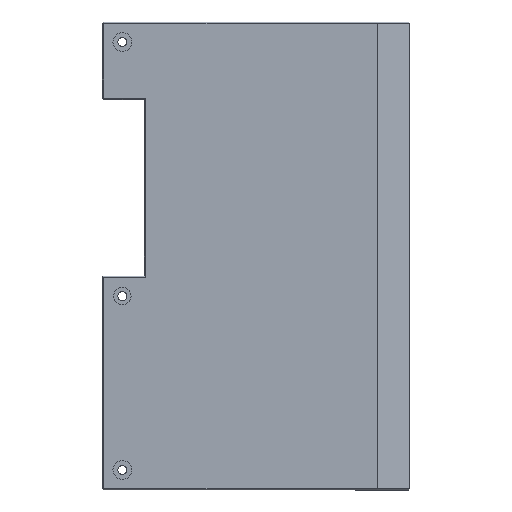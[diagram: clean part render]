
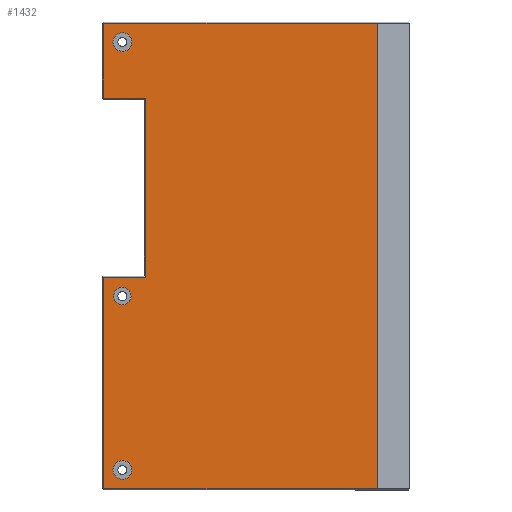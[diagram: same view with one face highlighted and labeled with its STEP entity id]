
A CAD part, front view. The second image highlights one B-rep face of the part: STEP entity #1432.
In plain terms, the highlighted planar face has unit normal (0, -1, 0).
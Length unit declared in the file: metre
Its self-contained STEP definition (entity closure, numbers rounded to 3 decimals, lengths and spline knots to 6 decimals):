
#34=LINE('',#2095,#218);
#35=LINE('',#2098,#219);
#36=LINE('',#2100,#220);
#37=LINE('',#2102,#221);
#38=LINE('',#2104,#222);
#39=LINE('',#2106,#223);
#40=LINE('',#2108,#224);
#41=LINE('',#2110,#225);
#218=VECTOR('',#1686,1.);
#219=VECTOR('',#1687,1.);
#220=VECTOR('',#1688,1.);
#221=VECTOR('',#1689,1.);
#222=VECTOR('',#1690,1.);
#223=VECTOR('',#1691,1.);
#224=VECTOR('',#1692,1.);
#225=VECTOR('',#1693,1.);
#382=PLANE('',#1539);
#488=ORIENTED_EDGE('',*,*,#888,.F.);
#489=ORIENTED_EDGE('',*,*,#889,.F.);
#490=ORIENTED_EDGE('',*,*,#890,.F.);
#491=ORIENTED_EDGE('',*,*,#891,.T.);
#492=ORIENTED_EDGE('',*,*,#892,.T.);
#493=ORIENTED_EDGE('',*,*,#893,.T.);
#494=ORIENTED_EDGE('',*,*,#894,.T.);
#495=ORIENTED_EDGE('',*,*,#895,.F.);
#496=ORIENTED_EDGE('',*,*,#896,.T.);
#497=ORIENTED_EDGE('',*,*,#897,.T.);
#498=ORIENTED_EDGE('',*,*,#898,.T.);
#888=EDGE_CURVE('',#1088,#1088,#1191,.T.);
#889=EDGE_CURVE('',#1089,#1089,#1192,.T.);
#890=EDGE_CURVE('',#1090,#1090,#1193,.T.);
#891=EDGE_CURVE('',#1091,#1092,#34,.T.);
#892=EDGE_CURVE('',#1092,#1093,#35,.T.);
#893=EDGE_CURVE('',#1093,#1094,#36,.T.);
#894=EDGE_CURVE('',#1094,#1095,#37,.T.);
#895=EDGE_CURVE('',#1096,#1095,#38,.T.);
#896=EDGE_CURVE('',#1096,#1097,#39,.T.);
#897=EDGE_CURVE('',#1097,#1098,#40,.T.);
#898=EDGE_CURVE('',#1098,#1091,#41,.T.);
#1088=VERTEX_POINT('',#2090);
#1089=VERTEX_POINT('',#2092);
#1090=VERTEX_POINT('',#2094);
#1091=VERTEX_POINT('',#2096);
#1092=VERTEX_POINT('',#2097);
#1093=VERTEX_POINT('',#2099);
#1094=VERTEX_POINT('',#2101);
#1095=VERTEX_POINT('',#2103);
#1096=VERTEX_POINT('',#2105);
#1097=VERTEX_POINT('',#2107);
#1098=VERTEX_POINT('',#2109);
#1191=CIRCLE('',#1540,0.0035);
#1192=CIRCLE('',#1541,0.00325);
#1193=CIRCLE('',#1542,0.0035);
#1209=EDGE_LOOP('',(#488));
#1210=EDGE_LOOP('',(#489));
#1211=EDGE_LOOP('',(#490));
#1212=EDGE_LOOP('',(#491,#492,#493,#494,#495,#496,#497,#498));
#1318=FACE_BOUND('',#1209,.T.);
#1319=FACE_BOUND('',#1210,.T.);
#1320=FACE_BOUND('',#1211,.T.);
#1321=FACE_BOUND('',#1212,.T.);
#1432=ADVANCED_FACE('',(#1318,#1319,#1320,#1321),#382,.F.);
#1539=AXIS2_PLACEMENT_3D('',#2088,#1678,#1679);
#1540=AXIS2_PLACEMENT_3D('',#2089,#1680,#1681);
#1541=AXIS2_PLACEMENT_3D('',#2091,#1682,#1683);
#1542=AXIS2_PLACEMENT_3D('',#2093,#1684,#1685);
#1678=DIRECTION('',(0.,1.,0.));
#1679=DIRECTION('',(1.,0.,0.));
#1680=DIRECTION('',(0.,-1.,0.));
#1681=DIRECTION('',(-1.,0.,0.));
#1682=DIRECTION('',(0.,-1.,0.));
#1683=DIRECTION('',(-1.,0.,0.));
#1684=DIRECTION('',(0.,-1.,0.));
#1685=DIRECTION('',(-1.,0.,0.));
#1686=DIRECTION('',(0.,0.,-1.));
#1687=DIRECTION('',(-1.,0.,0.));
#1688=DIRECTION('',(0.,0.,-1.));
#1689=DIRECTION('',(1.,0.,0.));
#1690=DIRECTION('',(0.,0.,-1.));
#1691=DIRECTION('',(-1.,0.,0.));
#1692=DIRECTION('',(0.,0.,-1.));
#1693=DIRECTION('',(1.,0.,0.));
#2088=CARTESIAN_POINT('',(-0.0148,0.,-0.007157));
#2089=CARTESIAN_POINT('',(-0.064425,0.,0.072843));
#2090=CARTESIAN_POINT('',(-0.067925,0.,0.072843));
#2091=CARTESIAN_POINT('',(-0.064425,0.,-0.022157));
#2092=CARTESIAN_POINT('',(-0.067675,0.,-0.022157));
#2093=CARTESIAN_POINT('',(-0.064425,0.,-0.087157));
#2094=CARTESIAN_POINT('',(-0.067925,0.,-0.087157));
#2095=CARTESIAN_POINT('',(-0.055675,0.,-0.014657));
#2096=CARTESIAN_POINT('',(-0.055675,0.,0.051843));
#2097=CARTESIAN_POINT('',(-0.055675,0.,-0.015157));
#2098=CARTESIAN_POINT('',(-0.071425,0.,-0.015157));
#2099=CARTESIAN_POINT('',(-0.071425,0.,-0.015157));
#2100=CARTESIAN_POINT('',(-0.071425,0.,-0.007157));
#2101=CARTESIAN_POINT('',(-0.071425,0.,-0.094157));
#2102=CARTESIAN_POINT('',(0.031025,0.,-0.094157));
#2103=CARTESIAN_POINT('',(0.031025,0.,-0.094157));
#2104=CARTESIAN_POINT('',(0.031025,0.,-0.007157));
#2105=CARTESIAN_POINT('',(0.031025,0.,0.079843));
#2106=CARTESIAN_POINT('',(-0.0148,0.,0.079843));
#2107=CARTESIAN_POINT('',(-0.071425,0.,0.079843));
#2108=CARTESIAN_POINT('',(-0.071425,0.,-0.007157));
#2109=CARTESIAN_POINT('',(-0.071425,0.,0.051843));
#2110=CARTESIAN_POINT('',(-0.0148,0.,0.051843));
